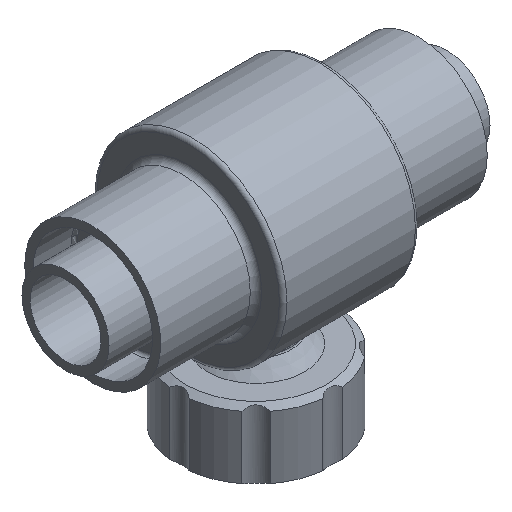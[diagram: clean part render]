
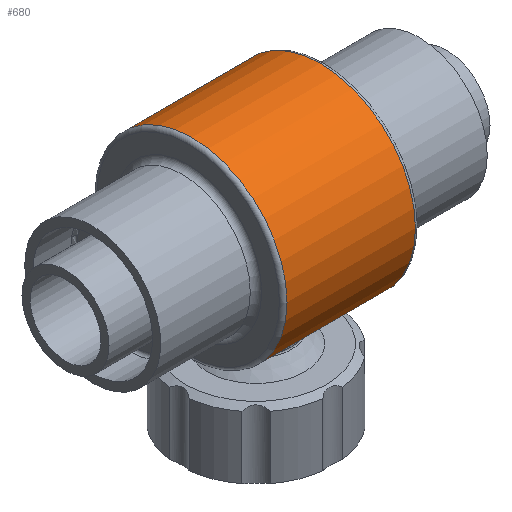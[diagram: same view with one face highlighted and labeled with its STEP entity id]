
A CAD part, isometric view. The second image highlights one B-rep face of the part: STEP entity #680.
In plain terms, the highlighted cylindrical face has radius 35 mm (diameter 70 mm), a full revolution.
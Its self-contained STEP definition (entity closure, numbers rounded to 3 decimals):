
#37=B_SPLINE_CURVE_WITH_KNOTS('',3,(#1156,#1157,#1158,#1159,#1160,#1161,
#1162,#1163,#1164,#1165,#1166,#1167,#1168,#1169,#1170,#1171,#1172,#1173,
#1174,#1175,#1176),.UNSPECIFIED.,.T.,.F.,(1,1,1,1,1,1,1,1,1,1,1,1,1,1,1,
1,1,1,1,1,1,1,1,1,1),(-0.015,-0.01,-0.005,
0.,0.005,0.01,0.015,0.02,
0.025,0.03,0.035,0.041,
0.046,0.051,0.053,0.056,
0.058,0.061,0.066,0.071,
0.076,0.081,0.086,0.091,
0.096),.UNSPECIFIED.);
#129=ORIENTED_EDGE('',*,*,#299,.F.);
#130=ORIENTED_EDGE('',*,*,#300,.T.);
#131=ORIENTED_EDGE('',*,*,#301,.F.);
#299=EDGE_CURVE('',#383,#383,#435,.T.);
#300=EDGE_CURVE('',#384,#384,#436,.T.);
#301=EDGE_CURVE('',#385,#385,#37,.T.);
#383=VERTEX_POINT('',#1153);
#384=VERTEX_POINT('',#1155);
#385=VERTEX_POINT('',#1177);
#435=CIRCLE('',#764,35.);
#436=CIRCLE('',#765,35.);
#478=EDGE_LOOP('',(#129));
#479=EDGE_LOOP('',(#130));
#480=EDGE_LOOP('',(#131));
#566=FACE_BOUND('',#478,.T.);
#567=FACE_BOUND('',#479,.T.);
#568=FACE_BOUND('',#480,.T.);
#651=CYLINDRICAL_SURFACE('',#763,35.);
#680=ADVANCED_FACE('',(#566,#567,#568),#651,.T.);
#763=AXIS2_PLACEMENT_3D('',#1151,#908,#909);
#764=AXIS2_PLACEMENT_3D('',#1152,#910,#911);
#765=AXIS2_PLACEMENT_3D('',#1154,#912,#913);
#908=DIRECTION('',(1.,0.,0.));
#909=DIRECTION('',(0.,0.,-1.));
#910=DIRECTION('',(1.,0.,0.));
#911=DIRECTION('',(0.,0.,-1.));
#912=DIRECTION('',(1.,0.,0.));
#913=DIRECTION('',(0.,0.,-1.));
#1151=CARTESIAN_POINT('',(70.,0.,0.));
#1152=CARTESIAN_POINT('',(23.6,0.,0.));
#1153=CARTESIAN_POINT('',(23.6,0.,-35.));
#1154=CARTESIAN_POINT('',(-23.6,0.,0.));
#1155=CARTESIAN_POINT('',(-23.6,0.,-35.));
#1156=CARTESIAN_POINT('',(-12.165,-5.082,-34.74));
#1157=CARTESIAN_POINT('',(-13.193,-0.002,-35.13));
#1158=CARTESIAN_POINT('',(-12.163,5.092,-34.739));
#1159=CARTESIAN_POINT('',(-9.311,9.322,-33.804));
#1160=CARTESIAN_POINT('',(-5.087,12.162,-32.839));
#1161=CARTESIAN_POINT('',(-0.013,13.193,-32.414));
#1162=CARTESIAN_POINT('',(5.082,12.167,-32.837));
#1163=CARTESIAN_POINT('',(9.32,9.315,-33.806));
#1164=CARTESIAN_POINT('',(12.164,5.084,-34.74));
#1165=CARTESIAN_POINT('',(13.192,0.006,-35.13));
#1166=CARTESIAN_POINT('',(12.169,-5.08,-34.741));
#1167=CARTESIAN_POINT('',(9.785,-8.617,-33.96));
#1168=CARTESIAN_POINT('',(7.202,-10.741,-33.322));
#1169=CARTESIAN_POINT('',(4.967,-11.94,-32.906));
#1170=CARTESIAN_POINT('',(2.556,-12.678,-32.624));
#1171=CARTESIAN_POINT('',(-0.859,-13.022,-32.486));
#1172=CARTESIAN_POINT('',(-5.084,-12.163,-32.838));
#1173=CARTESIAN_POINT('',(-9.319,-9.317,-33.806));
#1174=CARTESIAN_POINT('',(-12.165,-5.082,-34.74));
#1175=CARTESIAN_POINT('',(-13.193,-0.002,-35.13));
#1176=CARTESIAN_POINT('',(-12.163,5.092,-34.739));
#1177=CARTESIAN_POINT('',(-12.85,0.,-35.));
